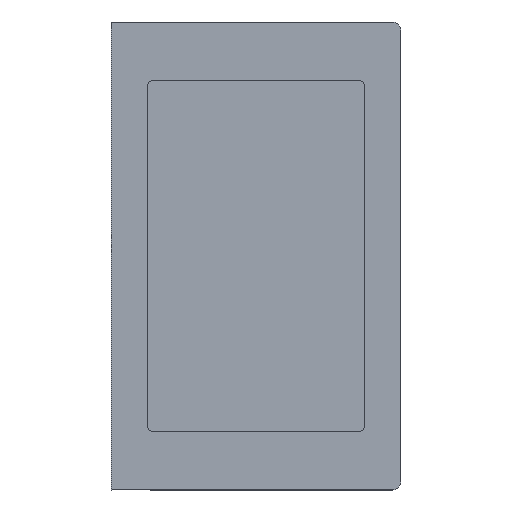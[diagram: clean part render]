
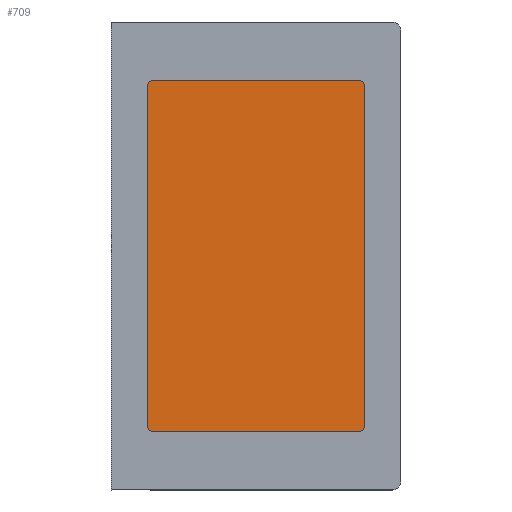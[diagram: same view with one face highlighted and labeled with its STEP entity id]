
A CAD part, left-side view. The second image highlights one B-rep face of the part: STEP entity #709.
In plain terms, the highlighted planar face has unit normal (-1, 0, 0).
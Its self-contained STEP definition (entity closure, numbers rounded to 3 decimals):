
#634=CARTESIAN_POINT('POINT5665',(-24.613,-39.561,
   -26.543));
#635=VERTEX_POINT('VERTEX5665',#634);
#636=CARTESIAN_POINT('POINT5666',(-24.613,-39.56,
   26.543));
#637=VERTEX_POINT('VERTEX5666',#636);
#638=CARTESIAN_POINT('POS9633',(-24.613,-39.561,26.543)
   );
#639=DIRECTION('DIR13599',(0.,0.,1.));
#640=VECTOR('VEC5667',#639,25.4);
#641=LINE('STRAIGHT5667',#638,#640);
#642=EDGE_CURVE('EDGE8633',#635,#637,#641,.T.);
#643=ORIENTED_EDGE('COEDGE17447',*,*,#642,.T.);
#644=CARTESIAN_POINT('POINT5667',(-24.613,-38.672,
   27.432));
#645=VERTEX_POINT('VERTEX5667',#644);
#646=CARTESIAN_POINT('POS9634',(-24.613,-38.671,
   26.543));
#647=DIRECTION('DIR13600',(-1.,0.,0.));
#648=DIRECTION('DIR13601',(0.,0.
   ,1.));
#649=AXIS2_PLACEMENT_3D('AXIS3967',#646,#647,#648);
#650=CIRCLE('ELLIPSE1360',#649,0.889);
#651=EDGE_CURVE('EDGE8634',#637,#645,#650,.T.);
#652=ORIENTED_EDGE('COEDGE17448',*,*,#651,.T.);
#653=CARTESIAN_POINT('POINT5668',(-24.613,-6.541,
   27.432));
#654=VERTEX_POINT('VERTEX5668',#653);
#655=CARTESIAN_POINT('POS9635',(-24.613,-6.541,27.432))
   ;
#656=DIRECTION('DIR13602',(0.,1.,
   0.));
#657=VECTOR('VEC5668',#656,25.4);
#658=LINE('STRAIGHT5668',#655,#657);
#659=EDGE_CURVE('EDGE8635',#645,#654,#658,.T.);
#660=ORIENTED_EDGE('COEDGE17449',*,*,#659,.T.);
#661=CARTESIAN_POINT('POINT5669',(-24.613,-5.652,26.543
   ));
#662=VERTEX_POINT('VERTEX5669',#661);
#663=CARTESIAN_POINT('POS9636',(-24.613,-6.541,
   26.543));
#664=DIRECTION('DIR13603',(-1.,0.,0.));
#665=DIRECTION('DIR13604',(0.,1.,
   0.));
#666=AXIS2_PLACEMENT_3D('AXIS3968',#663,#664,#665);
#667=CIRCLE('ELLIPSE1361',#666,0.889);
#668=EDGE_CURVE('EDGE8636',#654,#662,#667,.T.);
#669=ORIENTED_EDGE('COEDGE17450',*,*,#668,.T.);
#670=CARTESIAN_POINT('POINT5670',(-24.613,-5.652,
   -26.543));
#671=VERTEX_POINT('VERTEX5670',#670);
#672=CARTESIAN_POINT('POS9637',(-24.613,-5.652,-26.543)
   );
#673=DIRECTION('DIR13605',(0.,0.,
   -1.));
#674=VECTOR('VEC5669',#673,25.4);
#675=LINE('STRAIGHT5669',#672,#674);
#676=EDGE_CURVE('EDGE8637',#662,#671,#675,.T.);
#677=ORIENTED_EDGE('COEDGE17451',*,*,#676,.T.);
#678=CARTESIAN_POINT('POINT5671',(-24.613,-6.541,
   -27.432));
#679=VERTEX_POINT('VERTEX5671',#678);
#680=CARTESIAN_POINT('POS9638',(-24.613,-6.541,
   -26.543));
#681=DIRECTION('DIR13606',(-1.,0.,0.));
#682=DIRECTION('DIR13607',(0.,0.,
   -1.));
#683=AXIS2_PLACEMENT_3D('AXIS3969',#680,#681,#682);
#684=CIRCLE('ELLIPSE1362',#683,0.889);
#685=EDGE_CURVE('EDGE8638',#671,#679,#684,.T.);
#686=ORIENTED_EDGE('COEDGE17452',*,*,#685,.T.);
#687=CARTESIAN_POINT('POINT5672',(-24.613,-38.672,
   -27.432));
#688=VERTEX_POINT('VERTEX5672',#687);
#689=CARTESIAN_POINT('POS9639',(-24.613,-38.672,-27.432
   ));
#690=DIRECTION('DIR13608',(0.,-1.,0.));
#691=VECTOR('VEC5670',#690,25.4);
#692=LINE('STRAIGHT5670',#689,#691);
#693=EDGE_CURVE('EDGE8639',#679,#688,#692,.T.);
#694=ORIENTED_EDGE('COEDGE17453',*,*,#693,.T.);
#695=CARTESIAN_POINT('POS9640',(-24.613,-38.671,
   -26.543));
#696=DIRECTION('DIR13609',(-1.,0.,0.));
#697=DIRECTION('DIR13610',(0.,-1.,
   0.));
#698=AXIS2_PLACEMENT_3D('AXIS3970',#695,#696,#697);
#699=CIRCLE('ELLIPSE1363',#698,0.889);
#700=EDGE_CURVE('EDGE8640',#688,#635,#699,.T.);
#701=ORIENTED_EDGE('COEDGE17454',*,*,#700,.T.);
#702=EDGE_LOOP('NONE',(#643,#652,#660,#669,#677,#686,#694,#701));
#703=FACE_BOUND('LOOP1',#702,.T.);
#704=CARTESIAN_POINT('POS9641',(-24.613,-22.606,
   0.));
#705=DIRECTION('DIR13611',(1.,0.,0.));
#706=DIRECTION('DIR13612',(0.,1.,0.));
#707=AXIS2_PLACEMENT_3D('AXIS3971',#704,#705,#706);
#708=PLANE('PLANE1967',#707);
#709=ADVANCED_FACE('FACE3435',(#703),#708,.F.);
